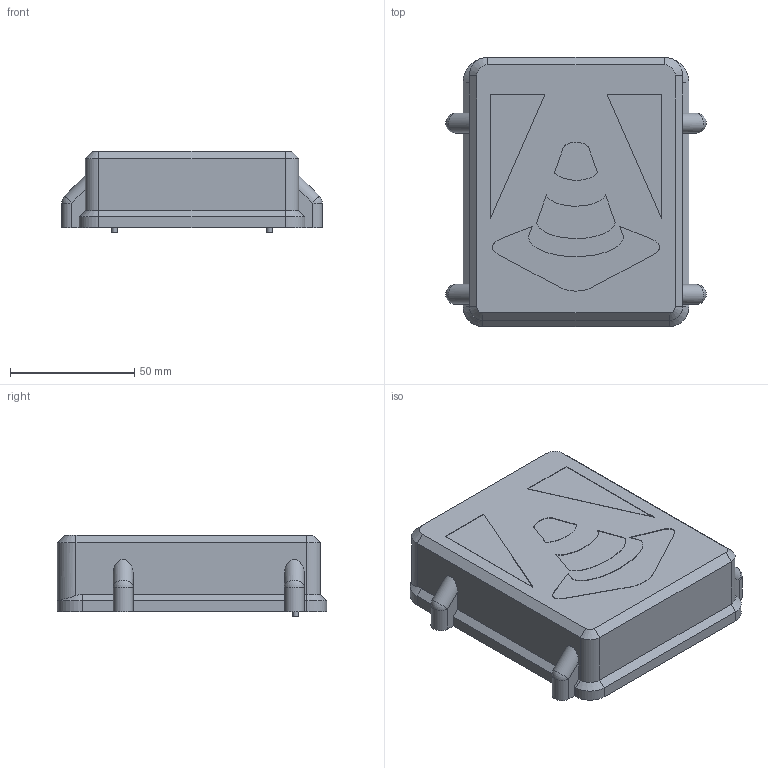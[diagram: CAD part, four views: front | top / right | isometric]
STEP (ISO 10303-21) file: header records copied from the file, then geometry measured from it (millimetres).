
FILE_DESCRIPTION(/* description */ (''),/* implementation_level */ '2;1');
FILE_NAME(/* name */ 'underglow-controller-case-top.step',/* time_stamp */ '2023-03-20T23:33:15-05:00',/* author */ (''),/* organization */ (''),/* preprocessor_version */ 'ST-DEVELOPER v19.2',/* originating_system */ 'Autodesk Translation Framework v11.17.0.187',/* authorisation */ '');
FILE_SCHEMA (('AUTOMOTIVE_DESIGN { 1 0 10303 214 3 1 1 }'));
Length unit declared in the file: millimetre
Products named in the file (1): Under glow box half flat top
Bounding box: 105 x 108.5 x 33 mm (x, y, z)
Volume: 54235.5 mm3; surface area: 43999 mm2
Topology: 1 solids, 1 shells, 185 faces, 472 edges, 302 vertices
Faces by surface type: plane 112, cylinder 41, cone 14, bspline 14, sphere 4
Full cylindrical faces by diameter (mm): 2.2 x2, 5 x4
Entity records: 5622 total; most frequent: CARTESIAN_POINT 1164, ORIENTED_EDGE 944, DIRECTION 882, EDGE_CURVE 472, LINE 342, VECTOR 342, VERTEX_POINT 302, AXIS2_PLACEMENT_3D 270
